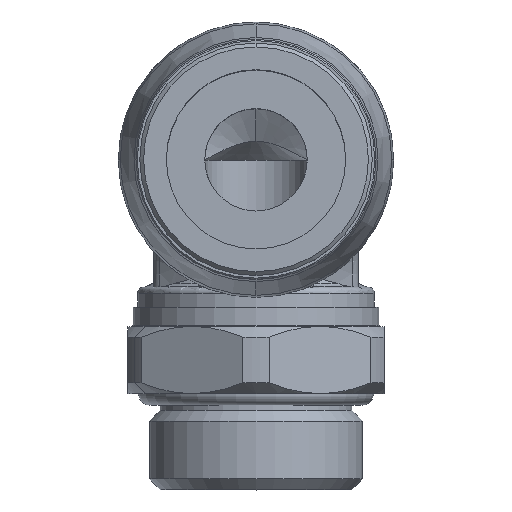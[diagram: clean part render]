
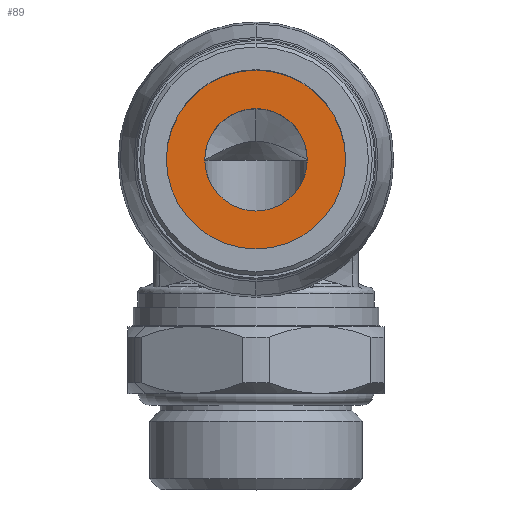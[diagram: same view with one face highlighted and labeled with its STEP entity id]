
A CAD part, top view. The second image highlights one B-rep face of the part: STEP entity #89.
In plain terms, the highlighted planar face has unit normal (0, 0, 1).
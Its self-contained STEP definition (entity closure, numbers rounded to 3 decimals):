
#89=ADVANCED_FACE('',(#313,#314),#315,.F.);
#313=FACE_OUTER_BOUND('',#683,.T.);
#314=FACE_BOUND('',#684,.T.);
#315=PLANE('',#685);
#683=EDGE_LOOP('',(#1303,#1304));
#684=EDGE_LOOP('',(#1305,#1306));
#685=AXIS2_PLACEMENT_3D('',#1307,#1308,#1309);
#1303=ORIENTED_EDGE('',*,*,#2581,.T.);
#1304=ORIENTED_EDGE('',*,*,#2604,.T.);
#1305=ORIENTED_EDGE('',*,*,#2583,.F.);
#1306=ORIENTED_EDGE('',*,*,#2603,.F.);
#1307=CARTESIAN_POINT('',(0.,5.5,12.75));
#1308=DIRECTION('',(0.,-0.0,-1.0));
#1309=DIRECTION('',(0.0,-1.0,0.0));
#2581=EDGE_CURVE('',#3168,#3172,#3174,.T.);
#2583=EDGE_CURVE('',#3175,#3178,#3179,.T.);
#2603=EDGE_CURVE('',#3178,#3175,#3209,.T.);
#2604=EDGE_CURVE('',#3172,#3168,#3210,.T.);
#3168=VERTEX_POINT('',#4245);
#3172=VERTEX_POINT('',#4250);
#3174=CIRCLE('',#4253,7.0);
#3175=VERTEX_POINT('',#4254);
#3178=VERTEX_POINT('',#4258);
#3179=CIRCLE('',#4259,4.0);
#3209=CIRCLE('',#4345,4.0);
#3210=CIRCLE('',#4346,7.0);
#4245=CARTESIAN_POINT('',(0.,7.0,12.75));
#4250=CARTESIAN_POINT('',(0.,-7.0,12.75));
#4253=AXIS2_PLACEMENT_3D('',#6053,#6054,#6055);
#4254=CARTESIAN_POINT('',(0.,4.0,12.75));
#4258=CARTESIAN_POINT('',(0.,-4.0,12.75));
#4259=AXIS2_PLACEMENT_3D('',#6057,#6058,#6059);
#4345=AXIS2_PLACEMENT_3D('',#6099,#6100,#6101);
#4346=AXIS2_PLACEMENT_3D('',#6102,#6103,#6104);
#6053=CARTESIAN_POINT('',(0.,0.0,12.75));
#6054=DIRECTION('',(0.,-0.0,1.0));
#6055=DIRECTION('',(0.0,1.0,0.0));
#6057=CARTESIAN_POINT('',(0.,0.0,12.75));
#6058=DIRECTION('',(0.,-0.0,1.0));
#6059=DIRECTION('',(0.0,1.0,0.0));
#6099=CARTESIAN_POINT('',(0.,0.0,12.75));
#6100=DIRECTION('',(0.,-0.0,1.0));
#6101=DIRECTION('',(0.0,1.0,0.0));
#6102=CARTESIAN_POINT('',(0.,0.0,12.75));
#6103=DIRECTION('',(0.,-0.0,1.0));
#6104=DIRECTION('',(0.0,1.0,0.0));
